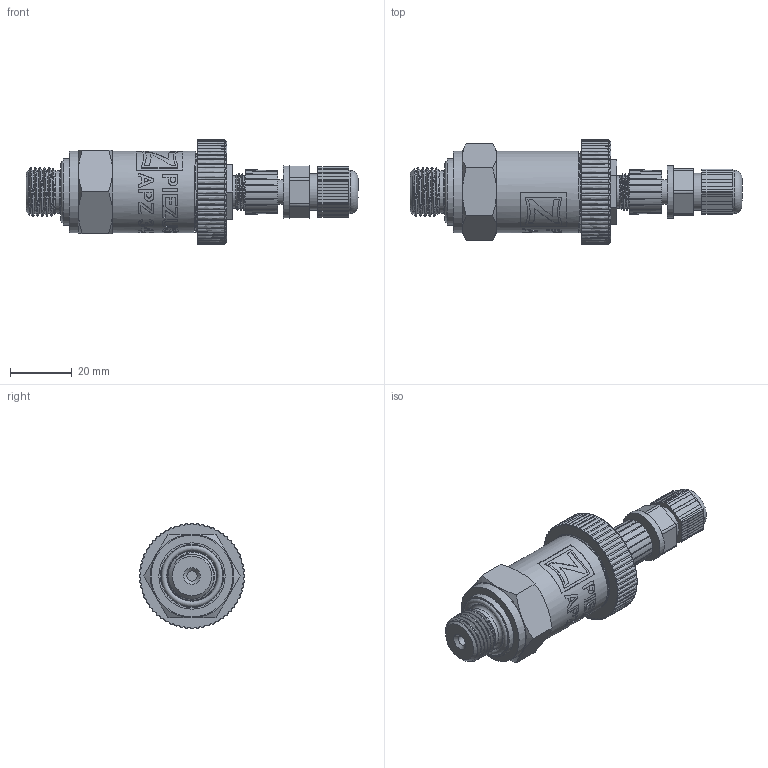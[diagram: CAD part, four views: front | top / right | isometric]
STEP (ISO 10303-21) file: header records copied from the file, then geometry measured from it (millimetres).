
FILE_DESCRIPTION(/* description */ (''),/* implementation_level */ '2;1');
FILE_NAME(/* name */ 'APZ3420_M16x1,5DIN_M12x1-straight.step',/* time_stamp */ '2021-06-18T15:36:52+03:00',/* author */ (''),/* organization */ (''),/* preprocessor_version */ 'ST-DEVELOPER v18.1',/* originating_system */ 'Autodesk Translation Framework v10.9.0.1377',/* authorisation */ '');
FILE_SCHEMA (('AUTOMOTIVE_DESIGN { 1 0 10303 214 3 1 1 }'));
Products named in the file (6): APZ3420_; M16x1,5 DIN; OMAL nut M27x1.5; M12x1 male; Ш100.000.002; M12x1 female straight
Assembly tree (5 placements, depth 2):
  APZ3420_
    M16x1,5 DIN
    OMAL nut M27x1.5
    M12x1 male
    Ш100.000.002
    M12x1 female straight
Bounding box: 107.55 x 34 x 34 mm (x, y, z)
Volume: 42276.4 mm3; surface area: 18561.4 mm2
Topology: 17 solids, 17 shells, 933 faces, 2592 edges, 1735 vertices
Faces by surface type: bspline 463, plane 263, cylinder 148, cone 48, torus 11
Full cylindrical faces by diameter (mm): 1 x12, 1.5 x4, 3.3 x1, 7.3 x1, 8 x3, 8.2 x1, 10.293 x1, 10.6 x2, 10.741 x6, 11.884 x5, 12 x1, 13.8 x1, 14 x2, 14.137 x9, 14.526 x3, 15.85 x8, 16.203 x3, 16.4 x1, 17 x1, 20 x1, 21.4 x2, 21.5 x1, 22.3 x1, 22.4 x1, 24.5 x1, 25.132 x4, 25.526 x4, 26.5 x6, 27.208 x5
Entity records: 52412 total; most frequent: CARTESIAN_POINT 32018, ORIENTED_EDGE 5184, EDGE_CURVE 2592, DIRECTION 2567, VERTEX_POINT 1735, B_SPLINE_CURVE_WITH_KNOTS 1222, EDGE_LOOP 993, LINE 967
